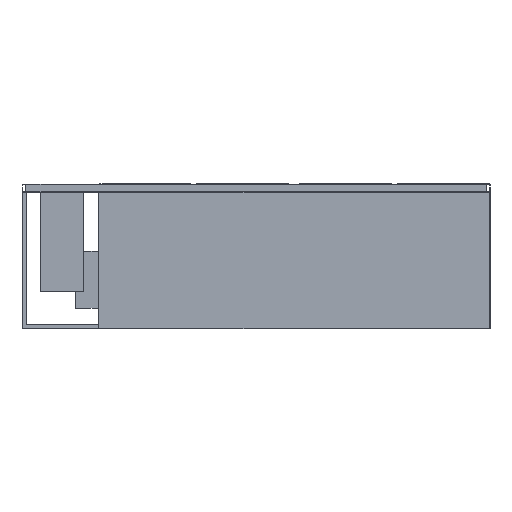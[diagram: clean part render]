
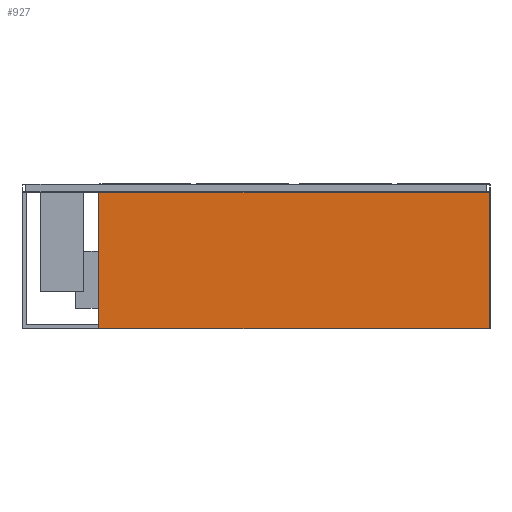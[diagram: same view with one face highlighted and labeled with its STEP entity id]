
A CAD part, front view. The second image highlights one B-rep face of the part: STEP entity #927.
In plain terms, the highlighted planar face has unit normal (0, -1, 0).
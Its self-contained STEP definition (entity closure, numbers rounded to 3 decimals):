
#601 = VECTOR ( 'NONE', #4033, 1000. ) ;
#618 = CARTESIAN_POINT ( 'NONE',  ( -1028., -230., -758. ) ) ;
#927 = ADVANCED_FACE ( 'Fl�che8', ( #6838 ), #8490, .T. ) ;
#1920 = EDGE_CURVE ( 'NONE', #2632, #10819, #13859, .T. ) ;
#2026 = VERTEX_POINT ( 'NONE', #19079 ) ;
#2632 = VERTEX_POINT ( 'NONE', #2865 ) ;
#2865 = CARTESIAN_POINT ( 'NONE',  ( -1028., -230., -42. ) ) ;
#3148 = VERTEX_POINT ( 'NONE', #11694 ) ;
#4033 = DIRECTION ( 'NONE',  ( -1., 0., 0. ) ) ;
#5094 = DIRECTION ( 'NONE',  ( 0., -1., 0. ) ) ;
#6462 = LINE ( 'NONE', #12748, #11618 ) ;
#6504 = ORIENTED_EDGE ( 'NONE', *, *, #1920, .T. ) ;
#6727 = CARTESIAN_POINT ( 'NONE',  ( -1028., -230., -760. ) ) ;
#6838 = FACE_OUTER_BOUND ( 'NONE', #13961, .T. ) ;
#7485 = ORIENTED_EDGE ( 'NONE', *, *, #12253, .T. ) ;
#8301 = DIRECTION ( 'NONE',  ( 0., 0., 1. ) ) ;
#8490 = PLANE ( 'NONE',  #11200 ) ;
#8995 = EDGE_CURVE ( 'NONE', #3148, #2632, #18348, .T. ) ;
#9174 = CARTESIAN_POINT ( 'NONE',  ( -1030., -230., -758. ) ) ;
#9738 = CARTESIAN_POINT ( 'NONE',  ( -1030., -230., -760. ) ) ;
#10145 = DIRECTION ( 'NONE',  ( 0., 0., -1. ) ) ;
#10819 = VERTEX_POINT ( 'NONE', #618 ) ;
#11200 = AXIS2_PLACEMENT_3D ( 'NONE', #9738, #5094, #10145 ) ;
#11618 = VECTOR ( 'NONE', #8301, 1000. ) ;
#11694 = CARTESIAN_POINT ( 'NONE',  ( 1028., -230., -42. ) ) ;
#11874 = CARTESIAN_POINT ( 'NONE',  ( -1030., -230., -42. ) ) ;
#12253 = EDGE_CURVE ( 'NONE', #10819, #2026, #13926, .T. ) ;
#12748 = CARTESIAN_POINT ( 'NONE',  ( 1028., -230., -760. ) ) ;
#12918 = DIRECTION ( 'NONE',  ( 0., 0., -1. ) ) ;
#13825 = ORIENTED_EDGE ( 'NONE', *, *, #14191, .T. ) ;
#13859 = LINE ( 'NONE', #6727, #18461 ) ;
#13926 = LINE ( 'NONE', #9174, #17817 ) ;
#13961 = EDGE_LOOP ( 'NONE', ( #19176, #6504, #7485, #13825 ) ) ;
#14191 = EDGE_CURVE ( 'NONE', #2026, #3148, #6462, .T. ) ;
#17817 = VECTOR ( 'NONE', #18447, 1000. ) ;
#18348 = LINE ( 'NONE', #11874, #601 ) ;
#18447 = DIRECTION ( 'NONE',  ( 1., 0., 0. ) ) ;
#18461 = VECTOR ( 'NONE', #12918, 1000. ) ;
#19079 = CARTESIAN_POINT ( 'NONE',  ( 1028., -230., -758. ) ) ;
#19176 = ORIENTED_EDGE ( 'NONE', *, *, #8995, .T. ) ;
